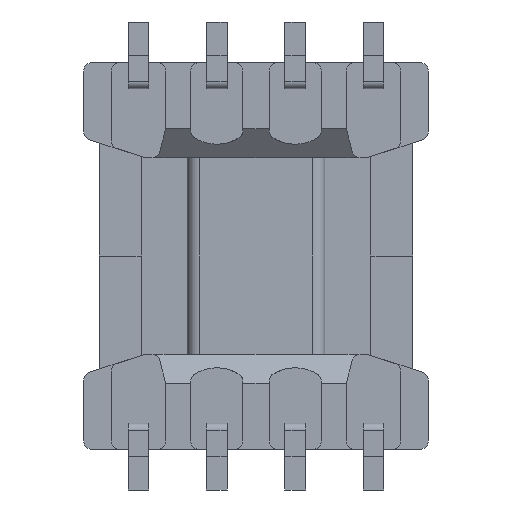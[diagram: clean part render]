
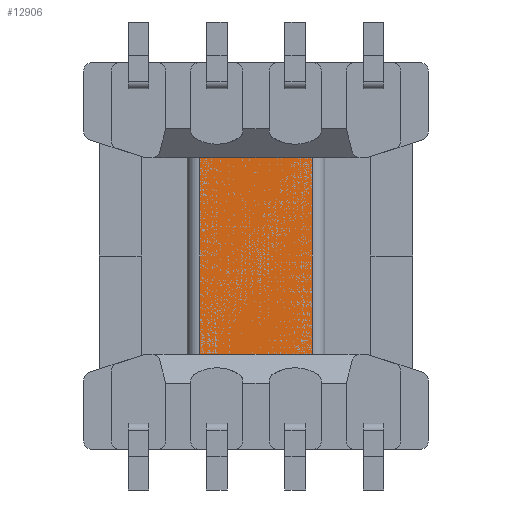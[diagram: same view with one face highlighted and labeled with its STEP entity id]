
A CAD part, front view. The second image highlights one B-rep face of the part: STEP entity #12906.
In plain terms, the highlighted planar face has unit normal (0, -1, 0).
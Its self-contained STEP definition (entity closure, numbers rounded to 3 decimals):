
#474 = ORIENTED_EDGE ( 'NONE', *, *, #7175, .F. ) ;
#568 = EDGE_CURVE ( 'NONE', #8421, #12701, #2456, .T. ) ;
#1532 = CARTESIAN_POINT ( 'NONE',  ( -2.7, -1.95, -4.7 ) ) ;
#1750 = VECTOR ( 'NONE', #12016, 1000. ) ;
#2079 = AXIS2_PLACEMENT_3D ( 'NONE', #4543, #4590, #12296 ) ;
#2456 = LINE ( 'NONE', #5050, #10900 ) ;
#2763 = DIRECTION ( 'NONE',  ( 1., 0., 0. ) ) ;
#2782 = LINE ( 'NONE', #4988, #11215 ) ;
#3060 = EDGE_LOOP ( 'NONE', ( #4321, #474, #9272, #11065 ) ) ;
#4070 = CARTESIAN_POINT ( 'NONE',  ( 2.7, -1.95, 4.7 ) ) ;
#4321 = ORIENTED_EDGE ( 'NONE', *, *, #8543, .F. ) ;
#4543 = CARTESIAN_POINT ( 'NONE',  ( -3.3, -1.95, -4.7 ) ) ;
#4590 = DIRECTION ( 'NONE',  ( 0., 1., 0. ) ) ;
#4988 = CARTESIAN_POINT ( 'NONE',  ( 4.675, -1.95, -4.7 ) ) ;
#5050 = CARTESIAN_POINT ( 'NONE',  ( 2.7, -1.95, -4.7 ) ) ;
#5787 = VECTOR ( 'NONE', #13729, 1000. ) ;
#7175 = EDGE_CURVE ( 'NONE', #9172, #12766, #8706, .T. ) ;
#7715 = CARTESIAN_POINT ( 'NONE',  ( 2.7, -1.95, -4.7 ) ) ;
#8421 = VERTEX_POINT ( 'NONE', #4070 ) ;
#8543 = EDGE_CURVE ( 'NONE', #12766, #8421, #10544, .T. ) ;
#8706 = LINE ( 'NONE', #1532, #5787 ) ;
#9172 = VERTEX_POINT ( 'NONE', #11246 ) ;
#9272 = ORIENTED_EDGE ( 'NONE', *, *, #9800, .T. ) ;
#9800 = EDGE_CURVE ( 'NONE', #9172, #12701, #2782, .T. ) ;
#9823 = CARTESIAN_POINT ( 'NONE',  ( -2.7, -1.95, 4.7 ) ) ;
#10055 = PLANE ( 'NONE',  #2079 ) ;
#10544 = LINE ( 'NONE', #10894, #1750 ) ;
#10894 = CARTESIAN_POINT ( 'NONE',  ( -3.3, -1.95, 4.7 ) ) ;
#10900 = VECTOR ( 'NONE', #13900, 1000. ) ;
#11065 = ORIENTED_EDGE ( 'NONE', *, *, #568, .F. ) ;
#11215 = VECTOR ( 'NONE', #2763, 1000. ) ;
#11246 = CARTESIAN_POINT ( 'NONE',  ( -2.7, -1.95, -4.7 ) ) ;
#12016 = DIRECTION ( 'NONE',  ( 1., 0., 0. ) ) ;
#12283 = FACE_OUTER_BOUND ( 'NONE', #3060, .T. ) ;
#12296 = DIRECTION ( 'NONE',  ( 0., 0., -1. ) ) ;
#12701 = VERTEX_POINT ( 'NONE', #7715 ) ;
#12766 = VERTEX_POINT ( 'NONE', #9823 ) ;
#12906 = ADVANCED_FACE ( 'NONE', ( #12283 ), #10055, .F. ) ;
#13729 = DIRECTION ( 'NONE',  ( 0., 0., 1. ) ) ;
#13900 = DIRECTION ( 'NONE',  ( 0., 0., -1. ) ) ;
